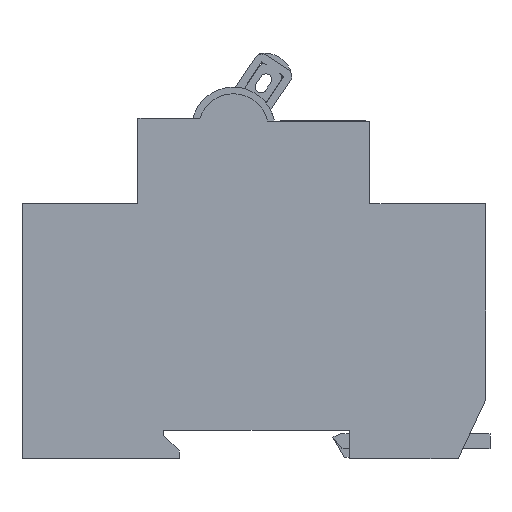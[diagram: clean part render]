
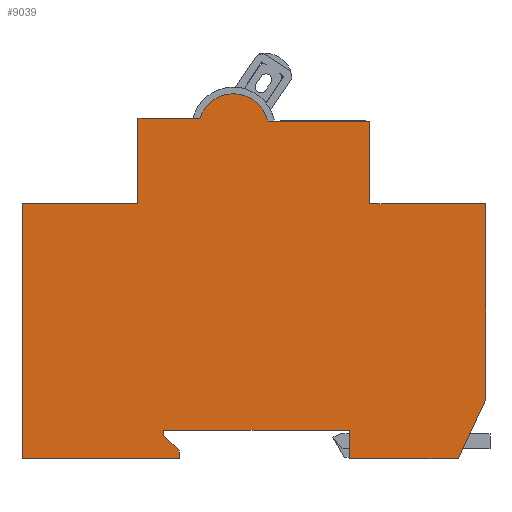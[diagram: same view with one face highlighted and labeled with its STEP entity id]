
A CAD part, left-side view. The second image highlights one B-rep face of the part: STEP entity #9039.
In plain terms, the highlighted planar face has unit normal (-1, 0, 0).
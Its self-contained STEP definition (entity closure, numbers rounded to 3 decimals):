
#731=DIRECTION('',(0.,1.,0.));
#732=VECTOR('',#731,19.868);
#733=CARTESIAN_POINT('',(0.,-22.5,60.));
#734=LINE('',#733,#732);
#738=DIRECTION('',(0.,0.,1.));
#739=VECTOR('',#738,16.);
#740=CARTESIAN_POINT('',(0.,-22.5,44.));
#741=LINE('',#740,#739);
#745=DIRECTION('',(0.,1.,0.));
#746=VECTOR('',#745,22.5);
#747=CARTESIAN_POINT('',(0.,-45.,44.));
#748=LINE('',#747,#746);
#752=DIRECTION('',(0.,0.,1.));
#753=VECTOR('',#752,38.);
#754=CARTESIAN_POINT('',(0.,-45.,6.));
#755=LINE('',#754,#753);
#759=DIRECTION('',(0.,-0.423,0.906));
#760=VECTOR('',#759,12.689);
#761=CARTESIAN_POINT('',(0.,-39.637,-5.5));
#762=LINE('',#761,#760);
#766=DIRECTION('',(0.,-1.,0.));
#767=VECTOR('',#766,21.137);
#768=CARTESIAN_POINT('',(0.,-18.5,-5.5));
#769=LINE('',#768,#767);
#773=DIRECTION('',(0.,0.,-1.));
#774=VECTOR('',#773,5.5);
#775=CARTESIAN_POINT('',(0.,-18.5,0.));
#776=LINE('',#775,#774);
#780=DIRECTION('',(0.,-1.,0.));
#781=VECTOR('',#780,36.);
#782=CARTESIAN_POINT('',(0.,17.5,0.));
#783=LINE('',#782,#781);
#787=DIRECTION('',(0.,0.,1.));
#788=VECTOR('',#787,1.);
#789=CARTESIAN_POINT('',(0.,17.5,-1.));
#790=LINE('',#789,#788);
#794=DIRECTION('',(0.,0.707,0.707));
#795=VECTOR('',#794,4.243);
#796=CARTESIAN_POINT('',(0.,14.5,-4.));
#797=LINE('',#796,#795);
#801=DIRECTION('',(0.,0.,1.));
#802=VECTOR('',#801,1.5);
#803=CARTESIAN_POINT('',(0.,14.5,-5.5));
#804=LINE('',#803,#802);
#808=DIRECTION('',(0.,-1.,0.));
#809=VECTOR('',#808,30.5);
#810=CARTESIAN_POINT('',(0.,45.,-5.5));
#811=LINE('',#810,#809);
#815=DIRECTION('',(0.,0.,-1.));
#816=VECTOR('',#815,49.5);
#817=CARTESIAN_POINT('',(0.,45.,44.));
#818=LINE('',#817,#816);
#822=DIRECTION('',(0.,1.,0.));
#823=VECTOR('',#822,22.5);
#824=CARTESIAN_POINT('',(0.,22.5,44.));
#825=LINE('',#824,#823);
#829=DIRECTION('',(0.,0.,-1.));
#830=VECTOR('',#829,16.5);
#831=CARTESIAN_POINT('',(0.,22.5,60.5));
#832=LINE('',#831,#830);
#836=DIRECTION('',(0.,1.,0.));
#837=VECTOR('',#836,12.001);
#838=CARTESIAN_POINT('',(0.,10.499,60.5));
#839=LINE('',#838,#837);
#843=CARTESIAN_POINT('',(0.,4.,58.5));
#844=DIRECTION('',(-1.,0.,0.));
#845=DIRECTION('',(0.,0.,1.));
#846=AXIS2_PLACEMENT_3D('',#843,#844,#845);
#851=CARTESIAN_POINT('',(0.,4.,58.5));
#852=DIRECTION('',(-1.,0.,0.));
#853=DIRECTION('',(0.,-0.975,0.221));
#854=AXIS2_PLACEMENT_3D('',#851,#852,#853);
#7728=CARTESIAN_POINT('',(0.,4.,65.3));
#7729=CARTESIAN_POINT('',(0.,10.499,60.5));
#7730=VERTEX_POINT('',#7728);
#7731=VERTEX_POINT('',#7729);
#7732=CARTESIAN_POINT('',(0.,-2.632,60.));
#7733=VERTEX_POINT('',#7732);
#8042=CARTESIAN_POINT('',(0.,22.5,60.5));
#8043=CARTESIAN_POINT('',(0.,22.5,44.));
#8044=VERTEX_POINT('',#8042);
#8045=VERTEX_POINT('',#8043);
#8046=CARTESIAN_POINT('',(0.,45.,44.));
#8047=VERTEX_POINT('',#8046);
#8048=CARTESIAN_POINT('',(0.,45.,-5.5));
#8049=VERTEX_POINT('',#8048);
#8050=CARTESIAN_POINT('',(0.,14.5,-5.5));
#8051=VERTEX_POINT('',#8050);
#8052=CARTESIAN_POINT('',(0.,14.5,-4.));
#8053=VERTEX_POINT('',#8052);
#8054=CARTESIAN_POINT('',(0.,17.5,-1.));
#8055=VERTEX_POINT('',#8054);
#8056=CARTESIAN_POINT('',(0.,17.5,0.));
#8057=VERTEX_POINT('',#8056);
#8058=CARTESIAN_POINT('',(0.,-18.5,0.));
#8059=VERTEX_POINT('',#8058);
#8060=CARTESIAN_POINT('',(0.,-18.5,-5.5));
#8061=CARTESIAN_POINT('',(0.,-39.637,-5.5));
#8062=VERTEX_POINT('',#8060);
#8063=VERTEX_POINT('',#8061);
#8064=CARTESIAN_POINT('',(0.,-45.,44.));
#8065=CARTESIAN_POINT('',(0.,-22.5,44.));
#8066=VERTEX_POINT('',#8064);
#8067=VERTEX_POINT('',#8065);
#8068=CARTESIAN_POINT('',(0.,-22.5,60.));
#8069=VERTEX_POINT('',#8068);
#8078=CARTESIAN_POINT('',(0.,-45.,6.));
#8079=VERTEX_POINT('',#8078);
#8998=CARTESIAN_POINT('',(0.,4.,58.5));
#8999=DIRECTION('',(1.,0.,0.));
#9000=DIRECTION('',(0.,0.,-1.));
#9001=AXIS2_PLACEMENT_3D('',#8998,#8999,#9000);
#9002=PLANE('',#9001);
#9004=ORIENTED_EDGE('',*,*,#9003,.F.);
#9006=ORIENTED_EDGE('',*,*,#9005,.F.);
#9008=ORIENTED_EDGE('',*,*,#9007,.F.);
#9010=ORIENTED_EDGE('',*,*,#9009,.F.);
#9012=ORIENTED_EDGE('',*,*,#9011,.F.);
#9014=ORIENTED_EDGE('',*,*,#9013,.F.);
#9016=ORIENTED_EDGE('',*,*,#9015,.F.);
#9018=ORIENTED_EDGE('',*,*,#9017,.F.);
#9020=ORIENTED_EDGE('',*,*,#9019,.F.);
#9022=ORIENTED_EDGE('',*,*,#9021,.F.);
#9024=ORIENTED_EDGE('',*,*,#9023,.F.);
#9026=ORIENTED_EDGE('',*,*,#9025,.F.);
#9028=ORIENTED_EDGE('',*,*,#9027,.F.);
#9030=ORIENTED_EDGE('',*,*,#9029,.F.);
#9031=ORIENTED_EDGE('',*,*,#8989,.F.);
#9032=ORIENTED_EDGE('',*,*,#8915,.F.);
#9034=ORIENTED_EDGE('',*,*,#9033,.F.);
#9036=ORIENTED_EDGE('',*,*,#9035,.F.);
#9037=EDGE_LOOP('',(#9004,#9006,#9008,#9010,#9012,#9014,#9016,#9018,#9020,#9022,
#9024,#9026,#9028,#9030,#9031,#9032,#9034,#9036));
#9038=FACE_OUTER_BOUND('',#9037,.F.);
#9039=ADVANCED_FACE('',(#9038),#9002,.F.);
#847=CIRCLE('',#846,6.8);
#855=CIRCLE('',#854,6.8);
#8915=EDGE_CURVE('',#7731,#8044,#839,.T.);
#8989=EDGE_CURVE('',#8044,#8045,#832,.T.);
#9003=EDGE_CURVE('',#8069,#7733,#734,.T.);
#9005=EDGE_CURVE('',#8067,#8069,#741,.T.);
#9007=EDGE_CURVE('',#8066,#8067,#748,.T.);
#9009=EDGE_CURVE('',#8079,#8066,#755,.T.);
#9011=EDGE_CURVE('',#8063,#8079,#762,.T.);
#9013=EDGE_CURVE('',#8062,#8063,#769,.T.);
#9015=EDGE_CURVE('',#8059,#8062,#776,.T.);
#9017=EDGE_CURVE('',#8057,#8059,#783,.T.);
#9019=EDGE_CURVE('',#8055,#8057,#790,.T.);
#9021=EDGE_CURVE('',#8053,#8055,#797,.T.);
#9023=EDGE_CURVE('',#8051,#8053,#804,.T.);
#9025=EDGE_CURVE('',#8049,#8051,#811,.T.);
#9027=EDGE_CURVE('',#8047,#8049,#818,.T.);
#9029=EDGE_CURVE('',#8045,#8047,#825,.T.);
#9033=EDGE_CURVE('',#7730,#7731,#847,.T.);
#9035=EDGE_CURVE('',#7733,#7730,#855,.T.);
